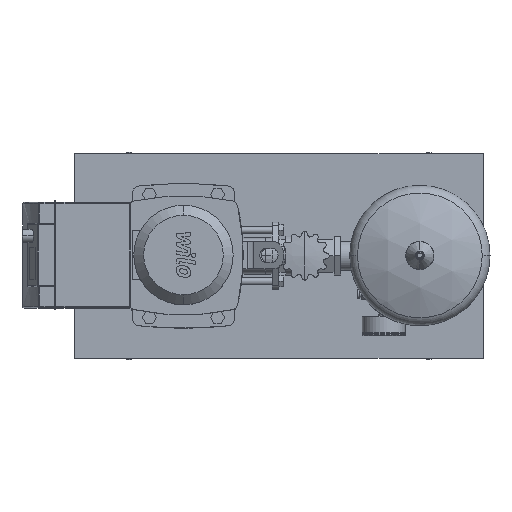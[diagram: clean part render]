
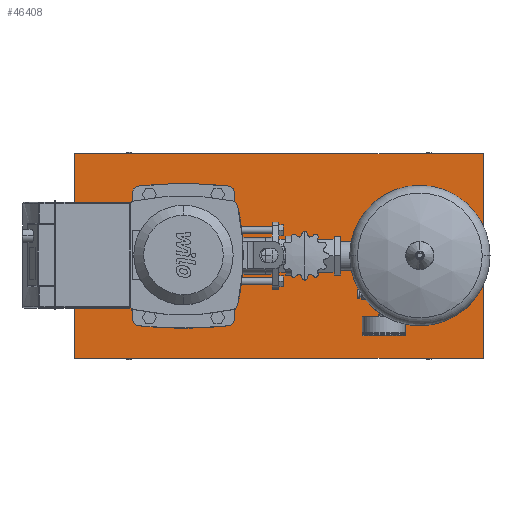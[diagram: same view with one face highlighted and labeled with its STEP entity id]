
A CAD part, top view. The second image highlights one B-rep face of the part: STEP entity #46408.
In plain terms, the highlighted planar face has unit normal (0, 0, 1).
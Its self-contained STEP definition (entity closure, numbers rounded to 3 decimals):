
#46369=CARTESIAN_POINT('',(-160.0,0.,90.0));
#46370=DIRECTION('',(0.0,0.0,1.0));
#46371=DIRECTION('',(0.0,-1.0,0.0));
#46372=AXIS2_PLACEMENT_3D('',#46369,#46370,#46371);
#46373=PLANE('',#46372);
#46374=CARTESIAN_POINT('',(440.0,-150.,90.));
#46375=VERTEX_POINT('',#46374);
#46376=CARTESIAN_POINT('',(440.0,150.,90.));
#46377=VERTEX_POINT('',#46376);
#46378=CARTESIAN_POINT('',(440.0,-150.,90.));
#46379=DIRECTION('',(0.0,1.0,0.0));
#46380=VECTOR('',#46379,300.0);
#46381=LINE('',#46378,#46380);
#46382=EDGE_CURVE('',#46375,#46377,#46381,.T.);
#46383=ORIENTED_EDGE('',*,*,#46382,.T.);
#46384=CARTESIAN_POINT('',(-160.0,150.,90.));
#46385=VERTEX_POINT('',#46384);
#46386=CARTESIAN_POINT('',(-160.0,150.,90.));
#46387=DIRECTION('',(1.0,0.0,0.0));
#46388=VECTOR('',#46387,600.0);
#46389=LINE('',#46386,#46388);
#46390=EDGE_CURVE('',#46385,#46377,#46389,.T.);
#46391=ORIENTED_EDGE('',*,*,#46390,.F.);
#46392=CARTESIAN_POINT('',(-160.0,-150.,90.));
#46393=VERTEX_POINT('',#46392);
#46394=CARTESIAN_POINT('',(-160.0,150.,90.));
#46395=DIRECTION('',(0.0,-1.0,0.0));
#46396=VECTOR('',#46395,300.0);
#46397=LINE('',#46394,#46396);
#46398=EDGE_CURVE('',#46385,#46393,#46397,.T.);
#46399=ORIENTED_EDGE('',*,*,#46398,.T.);
#46400=CARTESIAN_POINT('',(-160.0,-150.,90.));
#46401=DIRECTION('',(1.0,0.0,0.0));
#46402=VECTOR('',#46401,600.0);
#46403=LINE('',#46400,#46402);
#46404=EDGE_CURVE('',#46393,#46375,#46403,.T.);
#46405=ORIENTED_EDGE('',*,*,#46404,.T.);
#46406=EDGE_LOOP('',(#46383,#46391,#46399,#46405));
#46407=FACE_OUTER_BOUND('',#46406,.T.);
#46408=ADVANCED_FACE('',(#46407),#46373,.T.);
